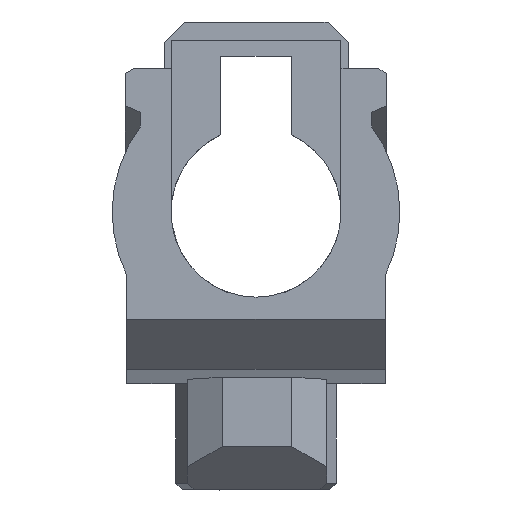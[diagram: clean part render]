
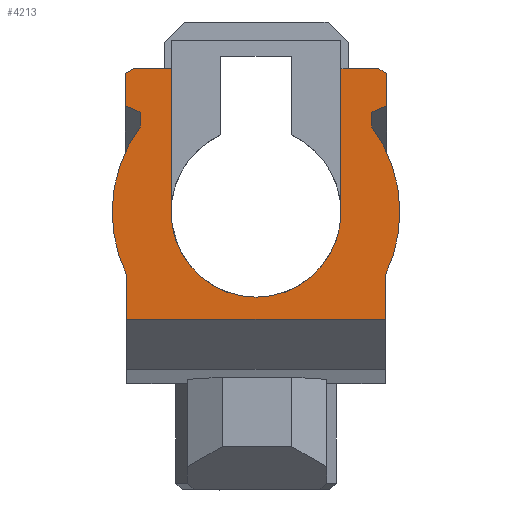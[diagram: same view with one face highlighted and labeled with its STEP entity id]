
A CAD part, front view. The second image highlights one B-rep face of the part: STEP entity #4213.
In plain terms, the highlighted planar face has unit normal (0, -1, 0).
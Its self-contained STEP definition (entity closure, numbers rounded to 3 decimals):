
#62=CARTESIAN_POINT('',(-19.329,566.,-11.));
#63=VERTEX_POINT('',#62);
#78=CARTESIAN_POINT('',(19.329,566.,-11.));
#79=VERTEX_POINT('',#78);
#86=CARTESIAN_POINT('',(-19.329,566.,-11.));
#87=DIRECTION('',(1.,0.,-0.));
#88=VECTOR('',#87,38.657);
#89=LINE('',#86,#88);
#90=EDGE_CURVE('',#63,#79,#89,.T.);
#302=CARTESIAN_POINT('',(19.51,566.,20.931));
#303=VERTEX_POINT('',#302);
#318=CARTESIAN_POINT('',(19.51,566.,25.754));
#319=VERTEX_POINT('',#318);
#326=CARTESIAN_POINT('',(19.51,566.,25.754));
#327=DIRECTION('',(-0.,-0.,-1.));
#328=VECTOR('',#327,4.823);
#329=LINE('',#326,#328);
#330=EDGE_CURVE('',#319,#303,#329,.T.);
#1091=CARTESIAN_POINT('',(19.329,566.,-4.416));
#1092=VERTEX_POINT('',#1091);
#1099=CARTESIAN_POINT('',(19.329,566.,-11.));
#1100=DIRECTION('',(0.,0.,1.));
#1101=VECTOR('',#1100,6.584);
#1102=LINE('',#1099,#1101);
#1103=EDGE_CURVE('',#79,#1092,#1102,.T.);
#1121=CARTESIAN_POINT('',(-19.329,566.,-4.416));
#1122=VERTEX_POINT('',#1121);
#1123=CARTESIAN_POINT('',(-19.329,566.,-4.416));
#1124=DIRECTION('',(-0.,-0.,-1.));
#1125=VECTOR('',#1124,6.584);
#1126=LINE('',#1123,#1125);
#1127=EDGE_CURVE('',#1122,#63,#1126,.T.);
#1637=CARTESIAN_POINT('',(17.329,566.,19.947));
#1638=VERTEX_POINT('',#1637);
#1639=CARTESIAN_POINT('',(19.51,566.,20.931));
#1640=DIRECTION('',(-0.911,-0.,-0.411));
#1641=VECTOR('',#1640,2.394);
#1642=LINE('',#1639,#1641);
#1643=EDGE_CURVE('',#303,#1638,#1642,.T.);
#1677=CARTESIAN_POINT('',(12.7,566.,5.));
#1678=VERTEX_POINT('',#1677);
#1685=CARTESIAN_POINT('',(12.7,566.,26.429));
#1686=VERTEX_POINT('',#1685);
#1687=CARTESIAN_POINT('',(12.7,566.,5.));
#1688=DIRECTION('',(-0.,-0.,1.));
#1689=VECTOR('',#1688,21.429);
#1690=LINE('',#1687,#1689);
#1691=EDGE_CURVE('',#1678,#1686,#1690,.T.);
#1781=CARTESIAN_POINT('',(-12.7,566.,26.429));
#1782=VERTEX_POINT('',#1781);
#1789=CARTESIAN_POINT('',(-12.7,566.,5.));
#1790=VERTEX_POINT('',#1789);
#1791=CARTESIAN_POINT('',(-12.7,566.,5.));
#1792=DIRECTION('',(0.,0.,1.));
#1793=VECTOR('',#1792,21.429);
#1794=LINE('',#1791,#1793);
#1795=EDGE_CURVE('',#1790,#1782,#1794,.T.);
#1826=CARTESIAN_POINT('',(-17.329,566.,19.947));
#1827=VERTEX_POINT('',#1826);
#1834=CARTESIAN_POINT('',(-19.51,566.,20.931));
#1835=VERTEX_POINT('',#1834);
#1836=CARTESIAN_POINT('',(-17.329,566.,19.947));
#1837=DIRECTION('',(-0.911,-0.,0.411));
#1838=VECTOR('',#1837,2.394);
#1839=LINE('',#1836,#1838);
#1840=EDGE_CURVE('',#1827,#1835,#1839,.T.);
#1992=CARTESIAN_POINT('',(17.329,566.,17.727));
#1993=VERTEX_POINT('',#1992);
#2015=CARTESIAN_POINT('',(17.329,566.,19.947));
#2016=DIRECTION('',(-0.,-0.,-1.));
#2017=VECTOR('',#2016,2.22);
#2018=LINE('',#2015,#2017);
#2019=EDGE_CURVE('',#1638,#1993,#2018,.T.);
#3954=CARTESIAN_POINT('',(18.332,566.,26.429));
#3955=VERTEX_POINT('',#3954);
#3956=CARTESIAN_POINT('',(12.7,566.,26.429));
#3957=DIRECTION('',(1.,-0.,-0.));
#3958=VECTOR('',#3957,5.632);
#3959=LINE('',#3956,#3958);
#3960=EDGE_CURVE('',#1686,#3955,#3959,.T.);
#3983=CARTESIAN_POINT('',(18.332,566.,26.429));
#3984=DIRECTION('',(0.868,-0.,-0.497));
#3985=VECTOR('',#3984,1.357);
#3986=LINE('',#3983,#3985);
#3987=EDGE_CURVE('',#3955,#319,#3986,.T.);
#4019=CARTESIAN_POINT('',(-18.303,566.,26.429));
#4020=VERTEX_POINT('',#4019);
#4027=CARTESIAN_POINT('',(-18.303,566.,26.429));
#4028=DIRECTION('',(1.,-0.,-0.));
#4029=VECTOR('',#4028,5.603);
#4030=LINE('',#4027,#4029);
#4031=EDGE_CURVE('',#4020,#1782,#4030,.T.);
#4053=CARTESIAN_POINT('',(-19.51,566.,25.753));
#4054=VERTEX_POINT('',#4053);
#4055=CARTESIAN_POINT('',(-19.51,566.,20.931));
#4056=DIRECTION('',(-0.,-0.,1.));
#4057=VECTOR('',#4056,4.822);
#4058=LINE('',#4055,#4057);
#4059=EDGE_CURVE('',#1835,#4054,#4058,.T.);
#4093=CARTESIAN_POINT('',(-19.51,566.,25.753));
#4094=DIRECTION('',(0.873,-0.,0.489));
#4095=VECTOR('',#4094,1.383);
#4096=LINE('',#4093,#4095);
#4097=EDGE_CURVE('',#4054,#4020,#4096,.T.);
#4117=CARTESIAN_POINT('',(-17.329,566.,17.727));
#4118=VERTEX_POINT('',#4117);
#4125=CARTESIAN_POINT('',(-17.329,566.,19.947));
#4126=DIRECTION('',(-0.,-0.,-1.));
#4127=VECTOR('',#4126,2.22);
#4128=LINE('',#4125,#4127);
#4129=EDGE_CURVE('',#1827,#4118,#4128,.T.);
#4141=CARTESIAN_POINT('',(-0.,566.,-7.7));
#4142=VERTEX_POINT('',#4141);
#4151=CARTESIAN_POINT('',(0.,566.,5.));
#4152=DIRECTION('',(0.,-1.,0.));
#4153=DIRECTION('',(0.,0.,-1.));
#4154=AXIS2_PLACEMENT_3D('',#4151,#4152,#4153);
#4155=CIRCLE('',#4154,12.7);
#4156=EDGE_CURVE('',#4142,#1678,#4155,.T.);
#4169=CARTESIAN_POINT('',(0.,566.,0.));
#4170=DIRECTION('',(0.,1.,0.));
#4171=DIRECTION('',(0.,0.,1.));
#4172=AXIS2_PLACEMENT_3D('',#4169,#4170,#4171);
#4173=PLANE('',#4172);
#4174=CARTESIAN_POINT('',(0.,566.,5.));
#4175=DIRECTION('',(0.,-1.,0.));
#4176=DIRECTION('',(0.,0.,-1.));
#4177=AXIS2_PLACEMENT_3D('',#4174,#4175,#4176);
#4178=CIRCLE('',#4177,21.5);
#4179=EDGE_CURVE('',#4118,#1122,#4178,.T.);
#4180=ORIENTED_EDGE('',*,*,#4179,.T.);
#4181=ORIENTED_EDGE('',*,*,#1127,.T.);
#4182=ORIENTED_EDGE('',*,*,#90,.T.);
#4183=ORIENTED_EDGE('',*,*,#1103,.T.);
#4184=CARTESIAN_POINT('',(0.,566.,5.));
#4185=DIRECTION('',(0.,-1.,0.));
#4186=DIRECTION('',(0.,0.,-1.));
#4187=AXIS2_PLACEMENT_3D('',#4184,#4185,#4186);
#4188=CIRCLE('',#4187,21.5);
#4189=EDGE_CURVE('',#1092,#1993,#4188,.T.);
#4190=ORIENTED_EDGE('',*,*,#4189,.T.);
#4191=ORIENTED_EDGE('',*,*,#2019,.F.);
#4192=ORIENTED_EDGE('',*,*,#1643,.F.);
#4193=ORIENTED_EDGE('',*,*,#330,.F.);
#4194=ORIENTED_EDGE('',*,*,#3987,.F.);
#4195=ORIENTED_EDGE('',*,*,#3960,.F.);
#4196=ORIENTED_EDGE('',*,*,#1691,.F.);
#4197=ORIENTED_EDGE('',*,*,#4156,.F.);
#4198=CARTESIAN_POINT('',(0.,566.,5.));
#4199=DIRECTION('',(0.,-1.,0.));
#4200=DIRECTION('',(0.,0.,-1.));
#4201=AXIS2_PLACEMENT_3D('',#4198,#4199,#4200);
#4202=CIRCLE('',#4201,12.7);
#4203=EDGE_CURVE('',#1790,#4142,#4202,.T.);
#4204=ORIENTED_EDGE('',*,*,#4203,.F.);
#4205=ORIENTED_EDGE('',*,*,#1795,.T.);
#4206=ORIENTED_EDGE('',*,*,#4031,.F.);
#4207=ORIENTED_EDGE('',*,*,#4097,.F.);
#4208=ORIENTED_EDGE('',*,*,#4059,.F.);
#4209=ORIENTED_EDGE('',*,*,#1840,.F.);
#4210=ORIENTED_EDGE('',*,*,#4129,.T.);
#4211=EDGE_LOOP('',(#4180,#4181,#4182,#4183,#4190,#4191,#4192,#4193,#4194,#4195,#4196,#4197,#4204,#4205,#4206,#4207,#4208,#4209,#4210));
#4212=FACE_BOUND('',#4211,.T.);
#4213=ADVANCED_FACE('',(#4212),#4173,.F.);
